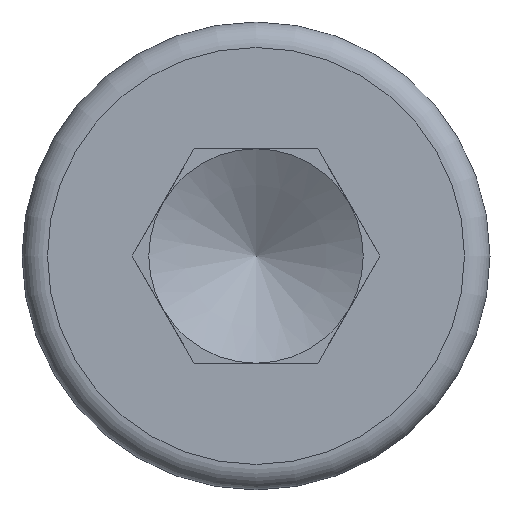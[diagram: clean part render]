
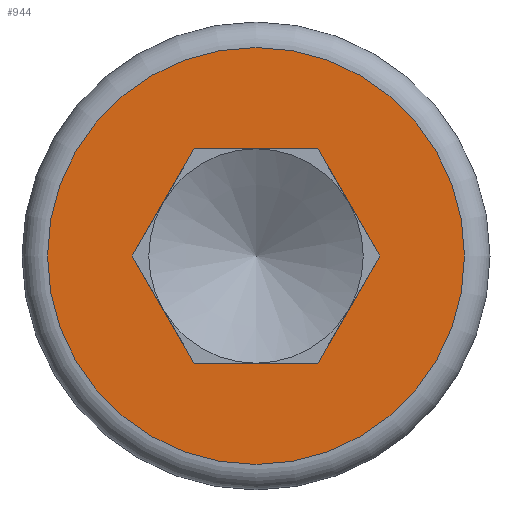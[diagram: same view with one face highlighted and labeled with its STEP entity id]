
A CAD part, left-side view. The second image highlights one B-rep face of the part: STEP entity #944.
In plain terms, the highlighted planar face has unit normal (-1, 0, 0).
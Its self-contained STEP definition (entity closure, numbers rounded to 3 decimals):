
#51 = VERTEX_POINT ( 'NONE', #295 ) ;
#53 = LINE ( 'NONE', #1015, #908 ) ;
#119 = DIRECTION ( 'NONE',  ( -1., 0., 0. ) ) ;
#122 = VERTEX_POINT ( 'NONE', #836 ) ;
#133 = VERTEX_POINT ( 'NONE', #1143 ) ;
#141 = ORIENTED_EDGE ( 'NONE', *, *, #292, .F. ) ;
#142 = VERTEX_POINT ( 'NONE', #385 ) ;
#152 = EDGE_LOOP ( 'NONE', ( #421, #1026, #331, #773, #550, #141 ) ) ;
#171 = LINE ( 'NONE', #598, #269 ) ;
#182 = VERTEX_POINT ( 'NONE', #1025 ) ;
#266 = VERTEX_POINT ( 'NONE', #902 ) ;
#269 = VECTOR ( 'NONE', #900, 1000. ) ;
#277 = CARTESIAN_POINT ( 'NONE',  ( 0., 0.727, 1.26 ) ) ;
#292 = EDGE_CURVE ( 'NONE', #182, #51, #1333, .T. ) ;
#293 = CIRCLE ( 'NONE', #1359, 2.45 ) ;
#295 = CARTESIAN_POINT ( 'NONE',  ( 0., 0.727, -1.26 ) ) ;
#309 = EDGE_CURVE ( 'NONE', #133, #142, #53, .T. ) ;
#320 = DIRECTION ( 'NONE',  ( 0., 1., 0. ) ) ;
#321 = EDGE_CURVE ( 'NONE', #122, #133, #171, .T. ) ;
#331 = ORIENTED_EDGE ( 'NONE', *, *, #321, .T. ) ;
#376 = LINE ( 'NONE', #777, #1203 ) ;
#385 = CARTESIAN_POINT ( 'NONE',  ( 0., -0.727, -1.26 ) ) ;
#386 = EDGE_CURVE ( 'NONE', #51, #142, #886, .T. ) ;
#421 = ORIENTED_EDGE ( 'NONE', *, *, #612, .T. ) ;
#439 = ORIENTED_EDGE ( 'NONE', *, *, #559, .T. ) ;
#444 = VECTOR ( 'NONE', #694, 1000. ) ;
#509 = PLANE ( 'NONE',  #717 ) ;
#533 = EDGE_CURVE ( 'NONE', #122, #1131, #1205, .T. ) ;
#547 = DIRECTION ( 'NONE',  ( 0., 0., 1. ) ) ;
#550 = ORIENTED_EDGE ( 'NONE', *, *, #386, .F. ) ;
#559 = EDGE_CURVE ( 'NONE', #266, #266, #293, .T. ) ;
#582 = DIRECTION ( 'NONE',  ( 0., -0.5, 0.866 ) ) ;
#598 = CARTESIAN_POINT ( 'NONE',  ( 0., -0.727, 1.26 ) ) ;
#612 = EDGE_CURVE ( 'NONE', #182, #1131, #376, .T. ) ;
#694 = DIRECTION ( 'NONE',  ( 0., -0.5, -0.866 ) ) ;
#717 = AXIS2_PLACEMENT_3D ( 'NONE', #933, #1358, #829 ) ;
#731 = FACE_OUTER_BOUND ( 'NONE', #1371, .T. ) ;
#743 = CARTESIAN_POINT ( 'NONE',  ( 0., 0., 0. ) ) ;
#773 = ORIENTED_EDGE ( 'NONE', *, *, #309, .T. ) ;
#777 = CARTESIAN_POINT ( 'NONE',  ( 0., 1.455, 0. ) ) ;
#829 = DIRECTION ( 'NONE',  ( 0., 0., 1. ) ) ;
#836 = CARTESIAN_POINT ( 'NONE',  ( 0., -0.727, 1.26 ) ) ;
#885 = VECTOR ( 'NONE', #1316, 1000. ) ;
#886 = LINE ( 'NONE', #1004, #885 ) ;
#900 = DIRECTION ( 'NONE',  ( 0., -0.5, -0.866 ) ) ;
#902 = CARTESIAN_POINT ( 'NONE',  ( 0., 0., 2.45 ) ) ;
#907 = CARTESIAN_POINT ( 'NONE',  ( 0., 1.455, 0. ) ) ;
#908 = VECTOR ( 'NONE', #1126, 1000. ) ;
#933 = CARTESIAN_POINT ( 'NONE',  ( 0., 0., 0. ) ) ;
#944 = ADVANCED_FACE ( 'NONE', ( #1369, #731 ), #509, .T. ) ;
#1004 = CARTESIAN_POINT ( 'NONE',  ( 0., 0.727, -1.26 ) ) ;
#1015 = CARTESIAN_POINT ( 'NONE',  ( 0., -1.455, 0. ) ) ;
#1025 = CARTESIAN_POINT ( 'NONE',  ( 0., 1.455, 0. ) ) ;
#1026 = ORIENTED_EDGE ( 'NONE', *, *, #533, .F. ) ;
#1030 = VECTOR ( 'NONE', #320, 1000. ) ;
#1126 = DIRECTION ( 'NONE',  ( 0., 0.5, -0.866 ) ) ;
#1131 = VERTEX_POINT ( 'NONE', #277 ) ;
#1143 = CARTESIAN_POINT ( 'NONE',  ( 0., -1.455, 0. ) ) ;
#1203 = VECTOR ( 'NONE', #582, 1000. ) ;
#1205 = LINE ( 'NONE', #1288, #1030 ) ;
#1288 = CARTESIAN_POINT ( 'NONE',  ( 0., -0.727, 1.26 ) ) ;
#1316 = DIRECTION ( 'NONE',  ( 0., -1., 0. ) ) ;
#1333 = LINE ( 'NONE', #907, #444 ) ;
#1358 = DIRECTION ( 'NONE',  ( -1., 0., 0. ) ) ;
#1359 = AXIS2_PLACEMENT_3D ( 'NONE', #743, #119, #547 ) ;
#1369 = FACE_BOUND ( 'NONE', #152, .T. ) ;
#1371 = EDGE_LOOP ( 'NONE', ( #439 ) ) ;
